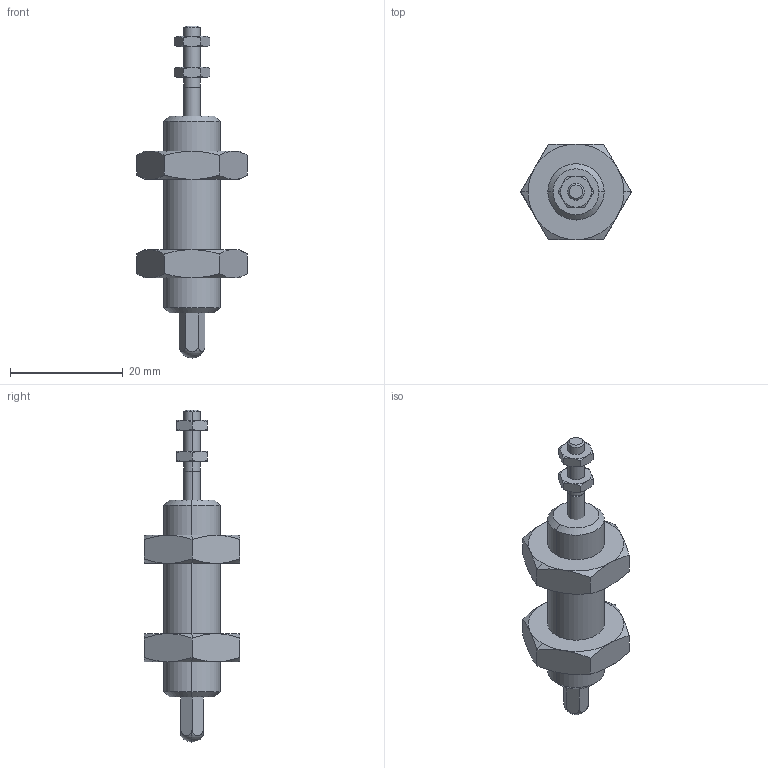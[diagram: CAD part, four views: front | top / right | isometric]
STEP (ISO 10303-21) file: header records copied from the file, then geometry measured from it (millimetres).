
FILE_DESCRIPTION(('STEP AP214'),'1');
FILE_NAME(' ',' ',('TraceParts'),('TraceParts S.A.'),'XStep 1.0',' ',' ');
FILE_SCHEMA(('automotive_design'));
Length unit declared in the file: millimetre
Products named in the file (6): 1; 2; 3; 4; 5; 6
Bounding box: 19.63 x 17 x 59 mm (x, y, z)
Volume: 5211.5 mm3; surface area: 3631.2 mm2
Topology: 6 solids, 6 shells, 151 faces, 323 edges, 188 vertices
Faces by surface type: cone 80, plane 47, cylinder 22, sphere 2
Entity records: 7818 total; most frequent: CARTESIAN_POINT 858, DIRECTION 674, STYLED_ITEM 666, PRESENTATION_STYLE_ASSIGNMENT 666, COLOUR_RGB 666, ORIENTED_EDGE 642, EDGE_CURVE 321, CURVE_STYLE 321
